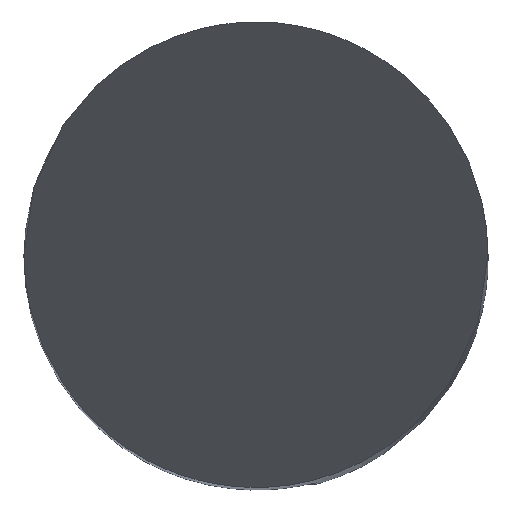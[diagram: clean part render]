
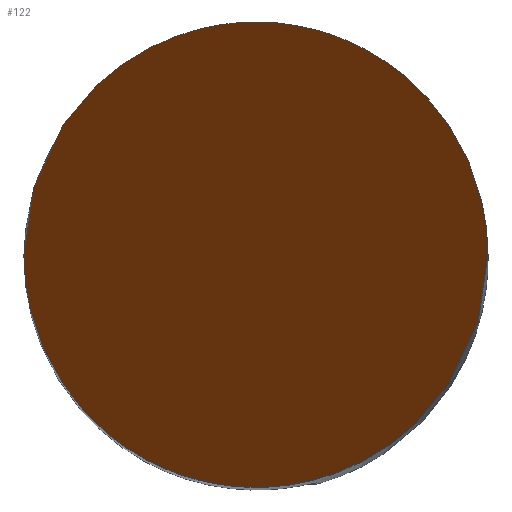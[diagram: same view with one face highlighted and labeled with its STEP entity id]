
A CAD part, top view. The second image highlights one B-rep face of the part: STEP entity #122.
In plain terms, the highlighted planar face has unit normal (0, -0.866, 0.5).
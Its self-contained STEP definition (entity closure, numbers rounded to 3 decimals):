
#44=PLANE('',#513);
#122=ADVANCED_FACE('',(#150),#44,.F.);
#150=FACE_OUTER_BOUND('',#175,.T.);
#175=EDGE_LOOP('',(#265,#266));
#265=ORIENTED_EDGE('',*,*,#379,.F.);
#266=ORIENTED_EDGE('',*,*,#407,.F.);
#337=VERTEX_POINT('',#698);
#338=VERTEX_POINT('',#703);
#379=EDGE_CURVE('',#337,#338,#453,.T.);
#407=EDGE_CURVE('',#338,#337,#460,.T.);
#453=(
BOUNDED_CURVE()
B_SPLINE_CURVE(3,(#699,#700,#701,#702),.UNSPECIFIED.,.F.,.F.)
B_SPLINE_CURVE_WITH_KNOTS((4,4),(0.,1.),.UNSPECIFIED.)
CURVE()
GEOMETRIC_REPRESENTATION_ITEM()
RATIONAL_B_SPLINE_CURVE((1.,0.333,0.333,1.))
REPRESENTATION_ITEM('')
);
#460=(
BOUNDED_CURVE()
B_SPLINE_CURVE(3,(#1052,#1053,#1054,#1055),.UNSPECIFIED.,.F.,.F.)
B_SPLINE_CURVE_WITH_KNOTS((4,4),(0.,1.),.UNSPECIFIED.)
CURVE()
GEOMETRIC_REPRESENTATION_ITEM()
RATIONAL_B_SPLINE_CURVE((1.,0.333,0.333,1.))
REPRESENTATION_ITEM('')
);
#513=AXIS2_PLACEMENT_3D('',#1112,#582,#583);
#582=DIRECTION('',(0.,0.866,-0.5));
#583=DIRECTION('',(0.,-0.5,-0.866));
#698=CARTESIAN_POINT('',(-2.,0.,0.));
#699=CARTESIAN_POINT('',(-2.,0.,0.));
#700=CARTESIAN_POINT('',(-2.,4.,6.928));
#701=CARTESIAN_POINT('',(2.,4.,6.928));
#702=CARTESIAN_POINT('',(2.,0.,0.));
#703=CARTESIAN_POINT('',(2.,0.,0.));
#1052=CARTESIAN_POINT('',(2.,0.,0.));
#1053=CARTESIAN_POINT('',(2.,-4.,-6.928));
#1054=CARTESIAN_POINT('',(-2.,-4.,-6.928));
#1055=CARTESIAN_POINT('',(-2.,0.,0.));
#1112=CARTESIAN_POINT('',(2.,-2.,-3.464));
